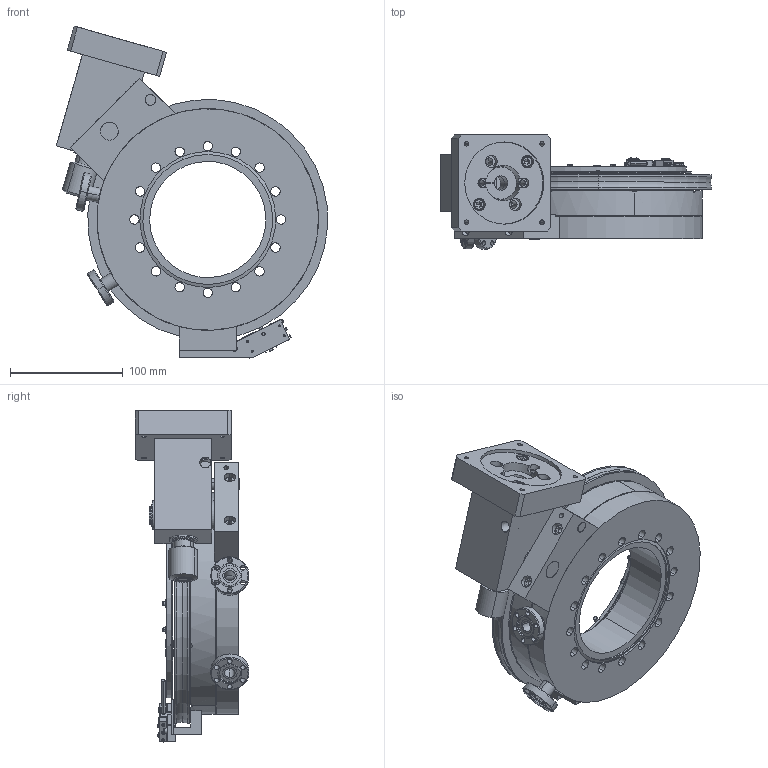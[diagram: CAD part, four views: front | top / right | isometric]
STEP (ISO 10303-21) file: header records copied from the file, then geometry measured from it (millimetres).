
FILE_DESCRIPTION (( 'STEP AP214' ), '1' );
FILE_NAME ('SLO-EX, RNN-400_TM_MDR_LS-360.STEP', '2020-09-24T14:28:41', ( '' ), ( '' ), 'SwSTEP 2.0', 'SolidWorks 2010', '' );
FILE_SCHEMA (( 'AUTOMOTIVE_DESIGN' ));
Length unit declared in the file: inch
Products named in the file (1): SLO-EX, RNN-400_TM_MDR_LS-360
Bounding box: 240.92 x 101.05 x 294.93 mm (x, y, z)
Surface area: 274827.6 mm2 (no closed solid volume)
Topology: 0 solids, 89 shells, 1220 faces, 5919 edges, 4364 vertices
Faces by surface type: plane 727, cylinder 381, cone 88, torus 16, sphere 8
Entity records: 76297 total; most frequent: CARTESIAN_POINT 12986, DIRECTION 10168, ORIENTED_EDGE 8614, EDGE_CURVE 5905, VERTEX_POINT 4364, LINE 3896, VECTOR 3896, AXIS2_PLACEMENT_3D 3136
